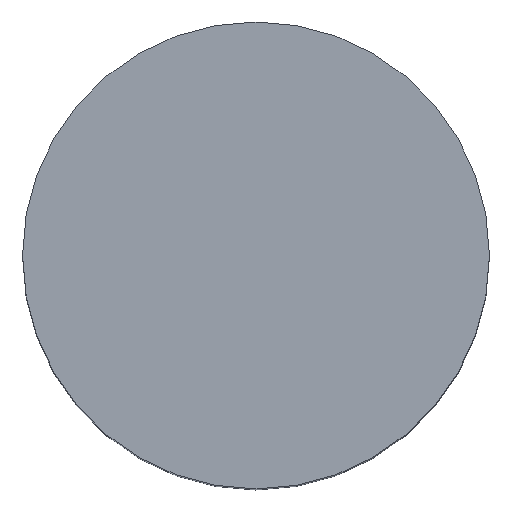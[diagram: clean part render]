
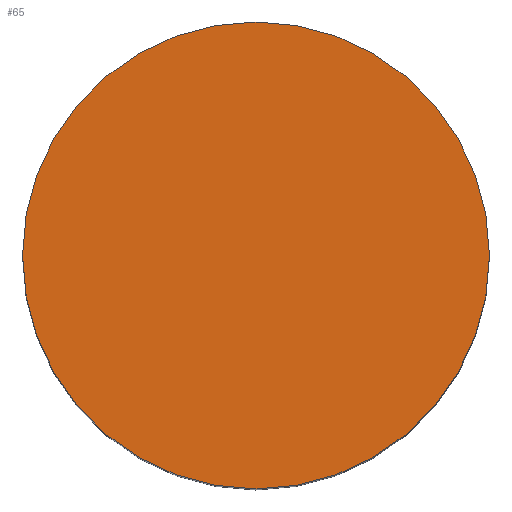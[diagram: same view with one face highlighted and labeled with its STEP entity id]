
A CAD part, top view. The second image highlights one B-rep face of the part: STEP entity #65.
In plain terms, the highlighted planar face has unit normal (0, 0, 1).
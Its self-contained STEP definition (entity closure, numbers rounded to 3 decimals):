
#17=PLANE('',#97);
#22=FACE_OUTER_BOUND('',#27,.T.);
#27=EDGE_LOOP('',(#57));
#36=CIRCLE('',#95,15.);
#40=VERTEX_POINT('',#130);
#45=EDGE_CURVE('',#40,#40,#36,.T.);
#57=ORIENTED_EDGE('',*,*,#45,.T.);
#65=ADVANCED_FACE('',(#22),#17,.T.);
#95=AXIS2_PLACEMENT_3D('',#131,#112,#113);
#97=AXIS2_PLACEMENT_3D('',#135,#117,#118);
#112=DIRECTION('center_axis',(0.,0.,1.));
#113=DIRECTION('ref_axis',(1.,0.,0.));
#117=DIRECTION('center_axis',(0.,0.,1.));
#118=DIRECTION('ref_axis',(1.,0.,0.));
#130=CARTESIAN_POINT('',(-15.,0.,40.));
#131=CARTESIAN_POINT('Origin',(0.,0.,40.));
#135=CARTESIAN_POINT('Origin',(0.,0.,40.));
